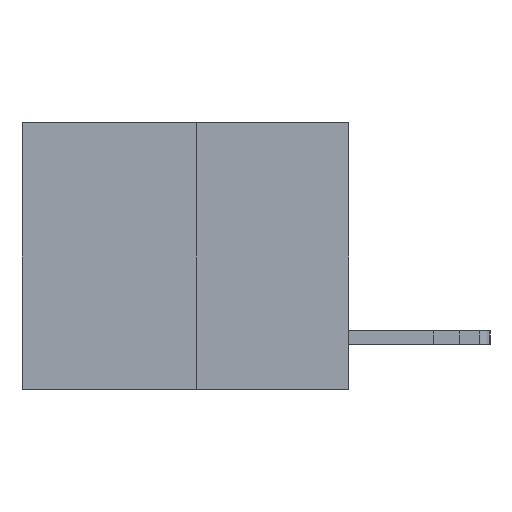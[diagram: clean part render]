
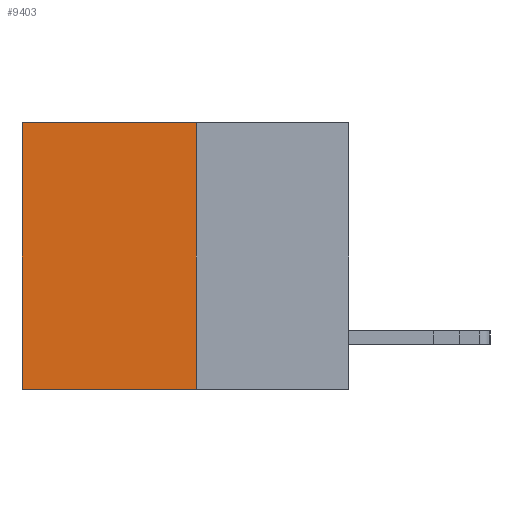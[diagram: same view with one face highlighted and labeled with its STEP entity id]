
A CAD part, left-side view. The second image highlights one B-rep face of the part: STEP entity #9403.
In plain terms, the highlighted planar face has unit normal (-1, 0, 0).
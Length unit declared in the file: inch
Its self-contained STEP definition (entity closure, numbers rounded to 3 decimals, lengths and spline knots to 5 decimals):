
#1289 = VECTOR ( 'NONE', #1641, 39.37008 ) ;
#1641 = DIRECTION ( 'NONE',  ( 0., 1., 0. ) ) ;
#1765 = EDGE_CURVE ( 'NONE', #5014, #13652, #14445, .T. ) ;
#1826 = CARTESIAN_POINT ( 'NONE',  ( 0.3165, 0.28, 0. ) ) ;
#2096 = CARTESIAN_POINT ( 'NONE',  ( 0.3165, 0.28, 0. ) ) ;
#2479 = LINE ( 'NONE', #13286, #1289 ) ;
#2793 = EDGE_CURVE ( 'NONE', #5014, #11765, #2892, .T. ) ;
#2892 = LINE ( 'NONE', #2096, #9422 ) ;
#3063 = PLANE ( 'NONE',  #10373 ) ;
#3346 = CARTESIAN_POINT ( 'NONE',  ( 0.3165, 0.6, -0.49 ) ) ;
#3723 = EDGE_CURVE ( 'NONE', #13652, #6336, #2479, .T. ) ;
#4464 = ORIENTED_EDGE ( 'NONE', *, *, #1765, .F. ) ;
#4762 = CARTESIAN_POINT ( 'NONE',  ( 0.3165, 0.6, -0.49 ) ) ;
#5014 = VERTEX_POINT ( 'NONE', #1826 ) ;
#6055 = ORIENTED_EDGE ( 'NONE', *, *, #2793, .T. ) ;
#6336 = VERTEX_POINT ( 'NONE', #3346 ) ;
#7441 = EDGE_CURVE ( 'NONE', #11765, #6336, #9654, .T. ) ;
#8890 = VECTOR ( 'NONE', #9017, 39.37008 ) ;
#9017 = DIRECTION ( 'NONE',  ( 0., 0., -1. ) ) ;
#9129 = CARTESIAN_POINT ( 'NONE',  ( 0.3165, 0.28, -0.49 ) ) ;
#9403 = ADVANCED_FACE ( 'NONE', ( #9600 ), #3063, .F. ) ;
#9422 = VECTOR ( 'NONE', #15087, 39.37008 ) ;
#9600 = FACE_OUTER_BOUND ( 'NONE', #15428, .T. ) ;
#9654 = LINE ( 'NONE', #4762, #10916 ) ;
#10373 = AXIS2_PLACEMENT_3D ( 'NONE', #14903, #12298, #12245 ) ;
#10493 = CARTESIAN_POINT ( 'NONE',  ( 0.3165, 0.6, 0. ) ) ;
#10916 = VECTOR ( 'NONE', #13975, 39.37008 ) ;
#11522 = ORIENTED_EDGE ( 'NONE', *, *, #7441, .T. ) ;
#11765 = VERTEX_POINT ( 'NONE', #10493 ) ;
#12245 = DIRECTION ( 'NONE',  ( 0., 0., -1. ) ) ;
#12298 = DIRECTION ( 'NONE',  ( 1., 0., 0. ) ) ;
#13286 = CARTESIAN_POINT ( 'NONE',  ( 0.3165, 0.28, -0.49 ) ) ;
#13652 = VERTEX_POINT ( 'NONE', #15422 ) ;
#13975 = DIRECTION ( 'NONE',  ( 0., 0., -1. ) ) ;
#14445 = LINE ( 'NONE', #9129, #8890 ) ;
#14903 = CARTESIAN_POINT ( 'NONE',  ( 0.3165, 0.28, -0.49 ) ) ;
#15087 = DIRECTION ( 'NONE',  ( 0., 1., 0. ) ) ;
#15422 = CARTESIAN_POINT ( 'NONE',  ( 0.3165, 0.28, -0.49 ) ) ;
#15428 = EDGE_LOOP ( 'NONE', ( #11522, #16544, #4464, #6055 ) ) ;
#16544 = ORIENTED_EDGE ( 'NONE', *, *, #3723, .F. ) ;
